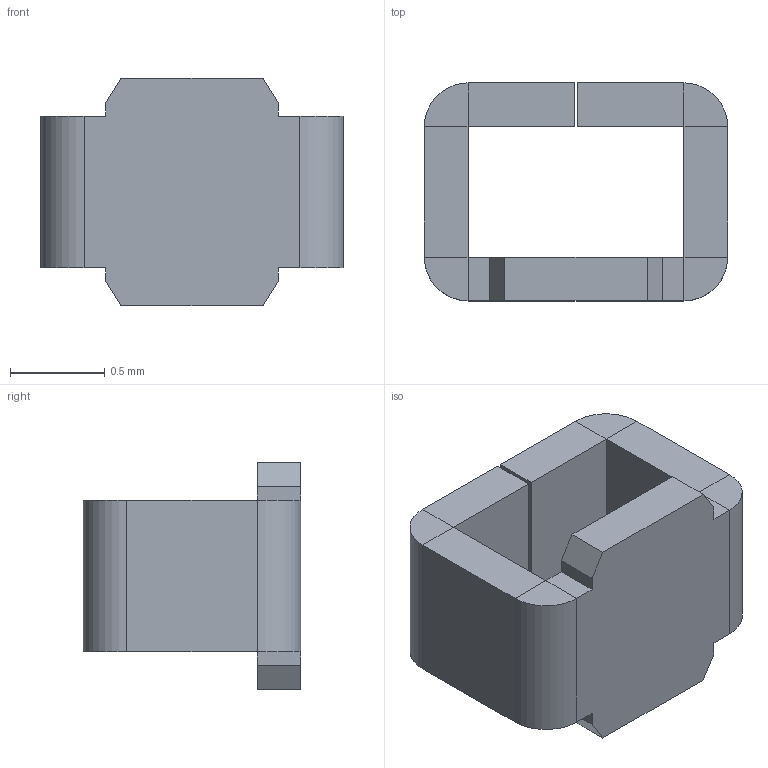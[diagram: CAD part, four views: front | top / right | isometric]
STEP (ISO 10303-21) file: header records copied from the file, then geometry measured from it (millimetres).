
FILE_DESCRIPTION (( 'STEP AP203' ), '1' );
FILE_NAME ('RCU-0C.STEP', '2018-12-22T19:40:04', ( '' ), ( '' ), 'SwSTEP 2.0', 'SolidWorks 2018', '' );
FILE_SCHEMA (( 'CONFIG_CONTROL_DESIGN' ));
Length unit declared in the file: millimetre
Products named in the file (1): RCU-0C
Bounding box: 1.6 x 1.15 x 1.2 mm (x, y, z)
Volume: 0.9 mm3; surface area: 10.2 mm2
Topology: 1 solids, 1 shells, 46 faces, 100 edges, 56 vertices
Faces by surface type: plane 42, cylinder 4
Entity records: 1273 total; most frequent: CARTESIAN_POINT 203, DIRECTION 202, ORIENTED_EDGE 200, EDGE_CURVE 100, VECTOR 92, LINE 92, VERTEX_POINT 56, AXIS2_PLACEMENT_3D 55
